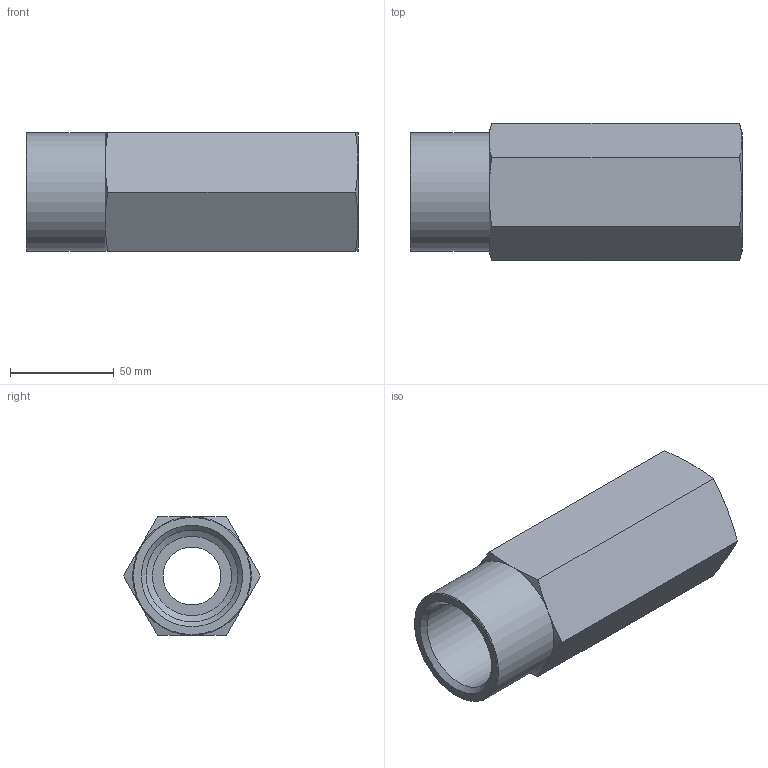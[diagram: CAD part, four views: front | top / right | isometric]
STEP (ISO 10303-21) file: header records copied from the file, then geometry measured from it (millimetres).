
FILE_DESCRIPTION((''),'2;1');
FILE_NAME('1312L.stp','2015-01-26T11:24:06',('jml'),(''),'Autodesk Inventor 2010','Autodesk Inventor 2010','');
FILE_SCHEMA(('AUTOMOTIVE_DESIGN { 1 0 10303 214 1 1 1 1 }'));
Length unit declared in the file: inch
Products named in the file (1): 320112
Bounding box: 159.77 x 65.99 x 57.15 mm (x, y, z)
Volume: 234367.3 mm3; surface area: 55147.9 mm2
Topology: 1 solids, 1 shells, 137 faces, 337 edges, 220 vertices
Faces by surface type: plane 93, cylinder 17, cone 15, bspline 12
Full cylindrical faces by diameter (mm): 2.436 x1, 42.164 x1, 57.15 x1
Entity records: 4098 total; most frequent: CARTESIAN_POINT 878, ORIENTED_EDGE 632, DIRECTION 606, EDGE_CURVE 316, VECTOR 230, LINE 230, VERTEX_POINT 214, AXIS2_PLACEMENT_3D 188
